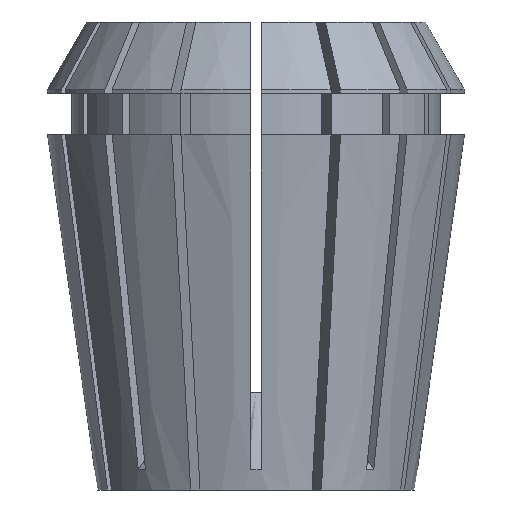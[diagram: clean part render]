
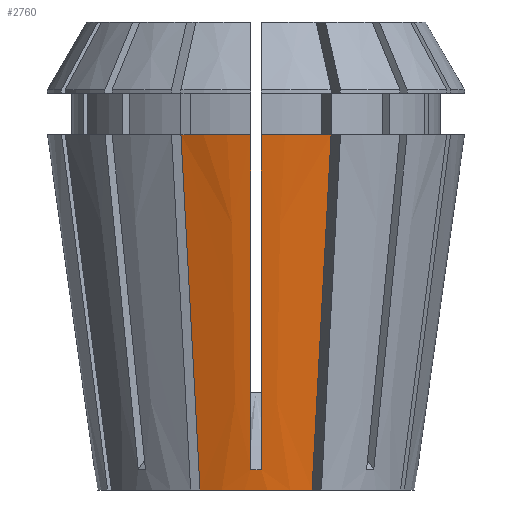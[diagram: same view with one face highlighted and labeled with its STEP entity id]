
A CAD part, left-side view. The second image highlights one B-rep face of the part: STEP entity #2760.
In plain terms, the highlighted conical face has half-angle 8 degrees and reference radius 15.595 mm.
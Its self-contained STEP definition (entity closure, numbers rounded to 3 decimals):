
#35 = CARTESIAN_POINT ( 'NONE',  ( -18.848, -0.5, 23.188 ) ) ;
#87 = CARTESIAN_POINT ( 'NONE',  ( -15.879, -0.167, 1.998 ) ) ;
#420 = CARTESIAN_POINT ( 'NONE',  ( -15.879, 0.167, 1.998 ) ) ;
#424 = CARTESIAN_POINT ( 'NONE',  ( -17.527, -0.5, 13.792 ) ) ;
#470 = CARTESIAN_POINT ( 'NONE',  ( -19.126, -7.381, 34.9 ) ) ;
#615 = VERTEX_POINT ( 'NONE', #3578 ) ;
#694 = FACE_OUTER_BOUND ( 'NONE', #2625, .T. ) ;
#716 = AXIS2_PLACEMENT_3D ( 'NONE', #3756, #5436, #1208 ) ;
#738 = CARTESIAN_POINT ( 'NONE',  ( -19.126, 7.381, 34.9 ) ) ;
#815 = EDGE_CURVE ( 'NONE', #4526, #615, #1466, .T. ) ;
#894 = AXIS2_PLACEMENT_3D ( 'NONE', #3470, #2980, #3890 ) ;
#1018 = CARTESIAN_POINT ( 'NONE',  ( -14.592, 5.503, 0. ) ) ;
#1066 = EDGE_CURVE ( 'NONE', #2761, #2870, #3476, .T. ) ;
#1202 = EDGE_CURVE ( 'NONE', #1853, #1658, #1390, .T. ) ;
#1208 = DIRECTION ( 'NONE',  ( -1., 0., 0. ) ) ;
#1258 = CARTESIAN_POINT ( 'NONE',  ( -20.169, 0.5, 32.584 ) ) ;
#1292 = CIRCLE ( 'NONE', #3014, 20.5 ) ;
#1294 = CARTESIAN_POINT ( 'NONE',  ( -19.126, -7.381, 34.9 ) ) ;
#1316 = CARTESIAN_POINT ( 'NONE',  ( -20.494, -0.5, 34.9 ) ) ;
#1347 = CARTESIAN_POINT ( 'NONE',  ( -17.615, -6.755, 23.267 ) ) ;
#1373 = CARTESIAN_POINT ( 'NONE',  ( -20.494, -0.5, 34.9 ) ) ;
#1390 = B_SPLINE_CURVE_WITH_KNOTS ( 'NONE', 3,
 ( #4477, #2361, #3638, #5194 ),
 .UNSPECIFIED., .F., .F.,
 ( 4, 4 ),
 ( 0., 0.035 ),
 .UNSPECIFIED. ) ;
#1401 = CARTESIAN_POINT ( 'NONE',  ( -14.592, -5.503, 0. ) ) ;
#1466 = B_SPLINE_CURVE_WITH_KNOTS ( 'NONE', 3,
 ( #1316, #2983, #2183, #5082, #35, #424, #2544, #4250, #4695, #2525 ),
 .UNSPECIFIED., .F., .F.,
 ( 4, 3, 3, 4 ),
 ( 0.074, 0.077, 0.105, 0.108 ),
 .UNSPECIFIED. ) ;
#1500 = CARTESIAN_POINT ( 'NONE',  ( 0., 0., 34.9 ) ) ;
#1641 = CARTESIAN_POINT ( 'NONE',  ( -20.277, 0.5, 33.356 ) ) ;
#1658 = VERTEX_POINT ( 'NONE', #1018 ) ;
#1693 = CARTESIAN_POINT ( 'NONE',  ( -15.982, 0.5, 2.803 ) ) ;
#1853 = VERTEX_POINT ( 'NONE', #738 ) ;
#1883 = ORIENTED_EDGE ( 'NONE', *, *, #5176, .F. ) ;
#2068 = CARTESIAN_POINT ( 'NONE',  ( -15.87, 0.5, 2.007 ) ) ;
#2183 = CARTESIAN_POINT ( 'NONE',  ( -20.277, -0.5, 33.356 ) ) ;
#2186 = B_SPLINE_CURVE_WITH_KNOTS ( 'NONE', 3,
 ( #2565, #420, #87, #2618 ),
 .UNSPECIFIED., .F., .F.,
 ( 4, 4 ),
 ( 0., 0.001 ),
 .UNSPECIFIED. ) ;
#2195 = EDGE_CURVE ( 'NONE', #2679, #615, #2186, .T. ) ;
#2211 = CARTESIAN_POINT ( 'NONE',  ( -16.104, -6.129, 11.633 ) ) ;
#2225 = VERTEX_POINT ( 'NONE', #5160 ) ;
#2361 = CARTESIAN_POINT ( 'NONE',  ( -17.615, 6.755, 23.267 ) ) ;
#2493 = CARTESIAN_POINT ( 'NONE',  ( -16.094, 0.5, 3.6 ) ) ;
#2525 = CARTESIAN_POINT ( 'NONE',  ( -15.87, -0.5, 2.007 ) ) ;
#2544 = CARTESIAN_POINT ( 'NONE',  ( -16.206, -0.5, 4.396 ) ) ;
#2565 = CARTESIAN_POINT ( 'NONE',  ( -15.87, 0.5, 2.007 ) ) ;
#2618 = CARTESIAN_POINT ( 'NONE',  ( -15.87, -0.5, 2.007 ) ) ;
#2625 = EDGE_LOOP ( 'NONE', ( #3701, #3268, #1883, #3084, #5302, #4981, #3730, #3443 ) ) ;
#2679 = VERTEX_POINT ( 'NONE', #2068 ) ;
#2760 = ADVANCED_FACE ( 'NONE', ( #694 ), #4560, .T. ) ;
#2761 = VERTEX_POINT ( 'NONE', #1294 ) ;
#2817 = DIRECTION ( 'NONE',  ( 0., 0., -1. ) ) ;
#2870 = VERTEX_POINT ( 'NONE', #1401 ) ;
#2955 = EDGE_CURVE ( 'NONE', #2761, #4526, #4211, .T. ) ;
#2980 = DIRECTION ( 'NONE',  ( 0., 0., 1. ) ) ;
#2983 = CARTESIAN_POINT ( 'NONE',  ( -20.386, -0.5, 34.128 ) ) ;
#3014 = AXIS2_PLACEMENT_3D ( 'NONE', #1500, #2817, #4435 ) ;
#3084 = ORIENTED_EDGE ( 'NONE', *, *, #1066, .F. ) ;
#3105 = DIRECTION ( 'NONE',  ( 0., 0., -1. ) ) ;
#3268 = ORIENTED_EDGE ( 'NONE', *, *, #1202, .T. ) ;
#3350 = CARTESIAN_POINT ( 'NONE',  ( -20.386, 0.5, 34.128 ) ) ;
#3443 = ORIENTED_EDGE ( 'NONE', *, *, #4871, .F. ) ;
#3470 = CARTESIAN_POINT ( 'NONE',  ( 0., 0., 0. ) ) ;
#3476 = B_SPLINE_CURVE_WITH_KNOTS ( 'NONE', 3,
 ( #470, #1347, #2211, #5157 ),
 .UNSPECIFIED., .F., .F.,
 ( 4, 4 ),
 ( 0., 0.035 ),
 .UNSPECIFIED. ) ;
#3486 = DIRECTION ( 'NONE',  ( -1., 0., 0. ) ) ;
#3578 = CARTESIAN_POINT ( 'NONE',  ( -15.87, -0.5, 2.007 ) ) ;
#3614 = EDGE_CURVE ( 'NONE', #2225, #1853, #1292, .T. ) ;
#3638 = CARTESIAN_POINT ( 'NONE',  ( -16.104, 6.129, 11.633 ) ) ;
#3701 = ORIENTED_EDGE ( 'NONE', *, *, #3614, .T. ) ;
#3725 = CARTESIAN_POINT ( 'NONE',  ( -15.87, 0.5, 2.007 ) ) ;
#3730 = ORIENTED_EDGE ( 'NONE', *, *, #2195, .F. ) ;
#3732 = B_SPLINE_CURVE_WITH_KNOTS ( 'NONE', 3,
 ( #5470, #3350, #1641, #1258, #5027, #3741, #4587, #2493, #1693, #3725 ),
 .UNSPECIFIED., .F., .F.,
 ( 4, 3, 3, 4 ),
 ( 0.074, 0.077, 0.105, 0.108 ),
 .UNSPECIFIED. ) ;
#3741 = CARTESIAN_POINT ( 'NONE',  ( -17.527, 0.5, 13.792 ) ) ;
#3749 = AXIS2_PLACEMENT_3D ( 'NONE', #4801, #3105, #3486 ) ;
#3756 = CARTESIAN_POINT ( 'NONE',  ( 0., 0., 34.9 ) ) ;
#3890 = DIRECTION ( 'NONE',  ( 1., 0., 0. ) ) ;
#4203 = CIRCLE ( 'NONE', #3749, 15.595 ) ;
#4211 = CIRCLE ( 'NONE', #716, 20.5 ) ;
#4250 = CARTESIAN_POINT ( 'NONE',  ( -16.094, -0.5, 3.6 ) ) ;
#4435 = DIRECTION ( 'NONE',  ( -1., 0., 0. ) ) ;
#4477 = CARTESIAN_POINT ( 'NONE',  ( -19.126, 7.381, 34.9 ) ) ;
#4526 = VERTEX_POINT ( 'NONE', #1373 ) ;
#4560 = CONICAL_SURFACE ( 'NONE', #894, 15.595, 0.14 ) ;
#4587 = CARTESIAN_POINT ( 'NONE',  ( -16.206, 0.5, 4.396 ) ) ;
#4695 = CARTESIAN_POINT ( 'NONE',  ( -15.982, -0.5, 2.803 ) ) ;
#4801 = CARTESIAN_POINT ( 'NONE',  ( 0., 0., 0. ) ) ;
#4871 = EDGE_CURVE ( 'NONE', #2225, #2679, #3732, .T. ) ;
#4981 = ORIENTED_EDGE ( 'NONE', *, *, #815, .T. ) ;
#5027 = CARTESIAN_POINT ( 'NONE',  ( -18.848, 0.5, 23.188 ) ) ;
#5082 = CARTESIAN_POINT ( 'NONE',  ( -20.169, -0.5, 32.584 ) ) ;
#5157 = CARTESIAN_POINT ( 'NONE',  ( -14.592, -5.503, 0. ) ) ;
#5160 = CARTESIAN_POINT ( 'NONE',  ( -20.494, 0.5, 34.9 ) ) ;
#5176 = EDGE_CURVE ( 'NONE', #2870, #1658, #4203, .T. ) ;
#5194 = CARTESIAN_POINT ( 'NONE',  ( -14.592, 5.503, 0. ) ) ;
#5302 = ORIENTED_EDGE ( 'NONE', *, *, #2955, .T. ) ;
#5436 = DIRECTION ( 'NONE',  ( 0., 0., -1. ) ) ;
#5470 = CARTESIAN_POINT ( 'NONE',  ( -20.494, 0.5, 34.9 ) ) ;
